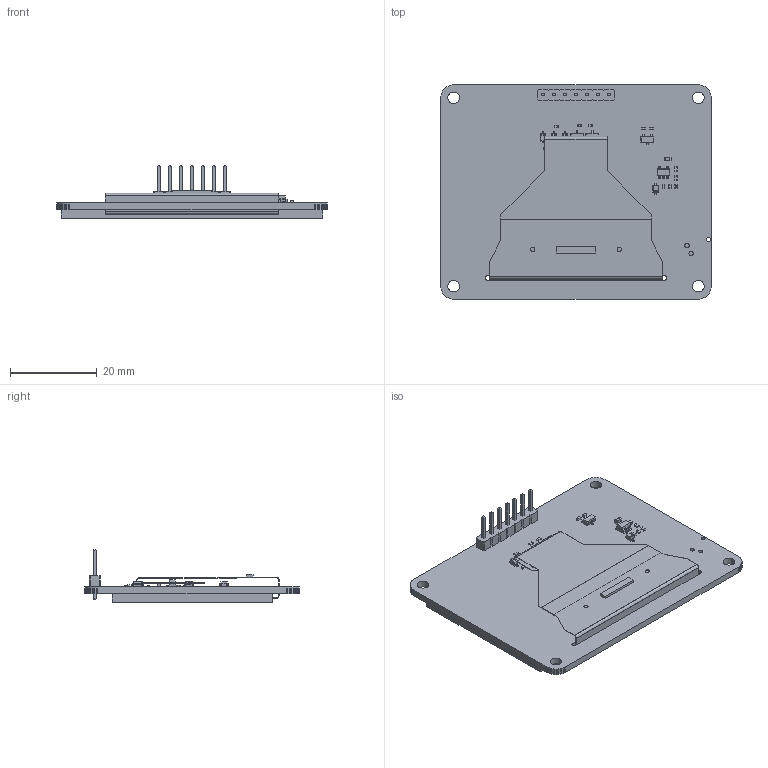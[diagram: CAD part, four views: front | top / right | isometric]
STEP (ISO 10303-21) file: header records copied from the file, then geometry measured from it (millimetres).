
FILE_DESCRIPTION(('KiCad electronic assembly'),'2;1');
FILE_NAME('SSD1303_Breakout.step','2023-07-28T01:51:07',('Pcbnew'),( 'Kicad'),'Open CASCADE STEP processor 7.6','KiCad to STEP converter' ,'Unknown');
FILE_SCHEMA(('AUTOMOTIVE_DESIGN { 1 0 10303 214 1 1 1 1 }'));
Length unit declared in the file: millimetre
Products named in the file (18): SSD1303_Breakout 1; SOT-23; SOLID; C_0402_1005Metric; R_0402_1005Metric; D_SOD-323; C_0603_1608Metric; SOT-23-5; EPR1200043B SSD1303 OLED bent 1.6mm; PinHeader_1x07_P2.54mm_Vertical; SSD1303_Breakout PCB
Assembly tree (42 placements, depth 3):
  SSD1303_Breakout 1
    SOT-23  x3
      SOLID
    C_0402_1005Metric  x4
      SOLID
    R_0402_1005Metric  x14
      SOLID
    D_SOD-323  x5
      SOLID
    C_0603_1608Metric  x4
      SOLID
    SOT-23-5
      SOLID
    EPR1200043B SSD1303 OLED bent 1.6mm
      SOLID
    PinHeader_1x07_P2.54mm_Vertical
      SOLID
    SSD1303_Breakout PCB
Bounding box: 62.51 x 49.51 x 12.15 mm (x, y, z)
Volume: 9590.2 mm3; surface area: 14798.9 mm2
Topology: 34 solids, 34 shells, 1784 faces, 4539 edges, 2864 vertices
Faces by surface type: plane 1183, cylinder 335, bspline 266
Full cylindrical faces by diameter (mm): 0.991 x6, 1 x11, 2.7 x4
Entity records: 60074 total; most frequent: CARTESIAN_POINT 11040, DIRECTION 7985, LINE 5899, VECTOR 5899, ORIENTED_EDGE 4478, PCURVE 4478, DEFINITIONAL_REPRESENTATION 4478, EDGE_CURVE 2239
